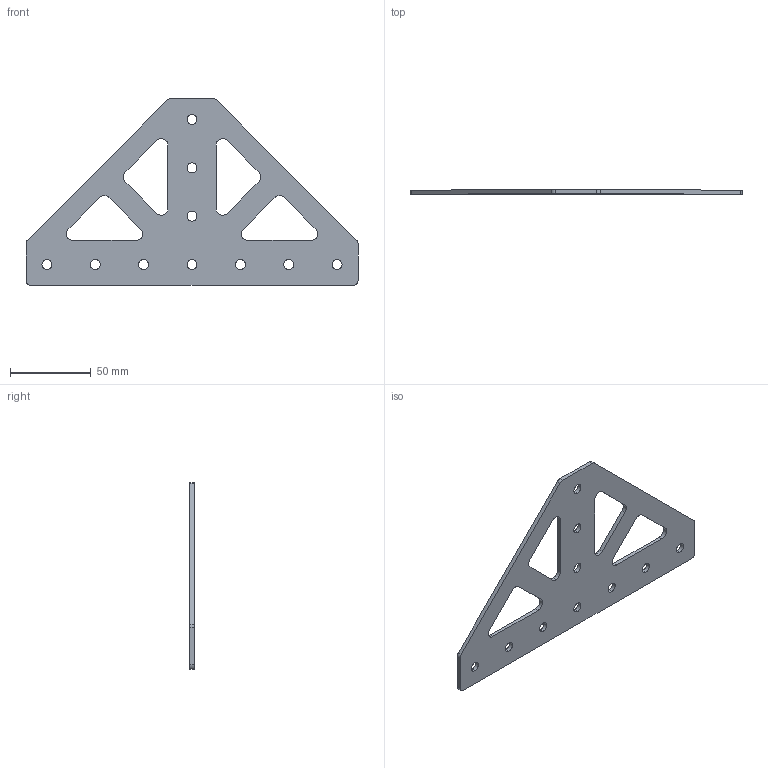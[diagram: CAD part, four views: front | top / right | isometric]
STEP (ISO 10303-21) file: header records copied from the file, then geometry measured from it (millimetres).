
FILE_DESCRIPTION (( 'STEP AP214' ), '1' );
FILE_NAME ('C68 Ò-ñîåäèíèòåëü 120õ210.STEP', '2019-12-04T07:30:09', ( 'Windows User' ), ( '' ), 'SwSTEP 2.0', 'SolidWorks 2019', '' );
FILE_SCHEMA (( 'AUTOMOTIVE_DESIGN' ));
Length unit declared in the file: millimetre
Products named in the file (1): C68 Ò-ñîåäèíèòåëü 120õ210
Bounding box: 206 x 2.5 x 116 mm (x, y, z)
Volume: 31008 mm3; surface area: 27842.2 mm2
Topology: 1 solids, 1 shells, 60 faces, 174 edges, 116 vertices
Faces by surface type: cylinder 40, plane 20
Entity records: 2108 total; most frequent: DIRECTION 376, CARTESIAN_POINT 351, ORIENTED_EDGE 348, EDGE_CURVE 174, AXIS2_PLACEMENT_3D 141, VERTEX_POINT 116, VECTOR 94, LINE 94
